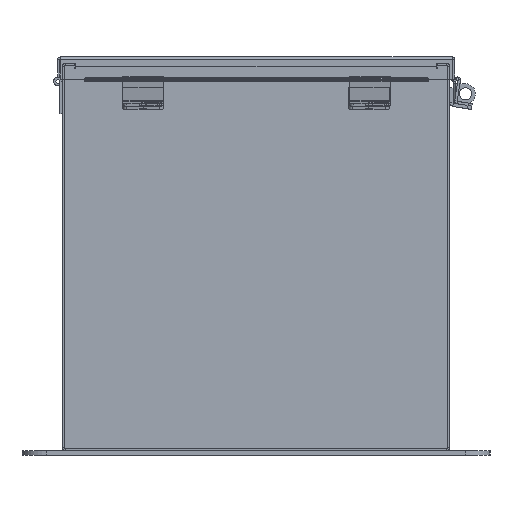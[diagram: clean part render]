
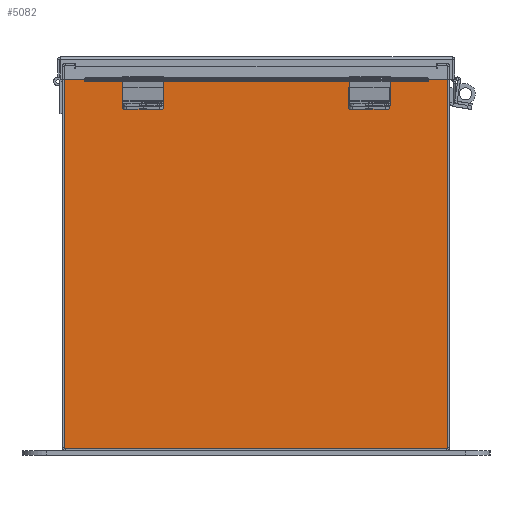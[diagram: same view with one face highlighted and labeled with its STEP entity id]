
A CAD part, front view. The second image highlights one B-rep face of the part: STEP entity #5082.
In plain terms, the highlighted face is planar.
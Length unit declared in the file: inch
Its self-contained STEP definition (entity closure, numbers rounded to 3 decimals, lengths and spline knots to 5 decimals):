
#197 = CARTESIAN_POINT ( 'NONE',  ( -5.5823, 0., 5.9123 ) ) ;
#838 = CARTESIAN_POINT ( 'NONE',  ( -5.9253, 0., 5.9253 ) ) ;
#851 = VERTEX_POINT ( 'NONE', #26449 ) ;
#1014 = AXIS2_PLACEMENT_3D ( 'NONE', #42504, #22296, #2086 ) ;
#1463 = EDGE_CURVE ( 'NONE', #28198, #34948, #20197, .T. ) ;
#1615 = VERTEX_POINT ( 'NONE', #10449 ) ;
#1927 = VECTOR ( 'NONE', #33856, 39.37008 ) ;
#2086 = DIRECTION ( 'NONE',  ( 0., 0., -1. ) ) ;
#2204 = VERTEX_POINT ( 'NONE', #12675 ) ;
#2905 = DIRECTION ( 'NONE',  ( 0., 0., -1. ) ) ;
#3779 = ORIENTED_EDGE ( 'NONE', *, *, #16974, .T. ) ;
#3817 = FACE_OUTER_BOUND ( 'NONE', #16407, .T. ) ;
#4112 = CARTESIAN_POINT ( 'NONE',  ( -5.5823, 0., 5.87495 ) ) ;
#4504 = LINE ( 'NONE', #7954, #29333 ) ;
#4836 = CARTESIAN_POINT ( 'NONE',  ( 5.9253, 0., 5.9253 ) ) ;
#5082 = ADVANCED_FACE ( 'NONE', ( #3817 ), #35379, .F. ) ;
#6411 = VERTEX_POINT ( 'NONE', #27531 ) ;
#6515 = VECTOR ( 'NONE', #8289, 39.37008 ) ;
#6611 = ORIENTED_EDGE ( 'NONE', *, *, #38426, .F. ) ;
#7034 = CARTESIAN_POINT ( 'NONE',  ( 5.5823, 0., 5.87495 ) ) ;
#7949 = VECTOR ( 'NONE', #19670, 39.37008 ) ;
#7954 = CARTESIAN_POINT ( 'NONE',  ( -5.9253, 0., 5.9253 ) ) ;
#8102 = LINE ( 'NONE', #8783, #9175 ) ;
#8253 = DIRECTION ( 'NONE',  ( 0., 0., -1. ) ) ;
#8289 = DIRECTION ( 'NONE',  ( -1., 0., 0. ) ) ;
#8400 = AXIS2_PLACEMENT_3D ( 'NONE', #43330, #23152, #2905 ) ;
#8769 = VECTOR ( 'NONE', #12757, 39.37008 ) ;
#8783 = CARTESIAN_POINT ( 'NONE',  ( 5.5823, 0., 0. ) ) ;
#9175 = VECTOR ( 'NONE', #32401, 39.37008 ) ;
#9501 = CARTESIAN_POINT ( 'NONE',  ( 5.5823, 0., 5.9123 ) ) ;
#9798 = EDGE_CURVE ( 'NONE', #6411, #21515, #16641, .T. ) ;
#10070 = LINE ( 'NONE', #16245, #7949 ) ;
#10262 = EDGE_CURVE ( 'NONE', #28852, #21248, #17668, .T. ) ;
#10279 = VERTEX_POINT ( 'NONE', #20661 ) ;
#10449 = CARTESIAN_POINT ( 'NONE',  ( 5.61965, 0., 5.9253 ) ) ;
#11348 = VERTEX_POINT ( 'NONE', #9501 ) ;
#11667 = ORIENTED_EDGE ( 'NONE', *, *, #22872, .T. ) ;
#11855 = CIRCLE ( 'NONE', #1014, 0.01868 ) ;
#11906 = CARTESIAN_POINT ( 'NONE',  ( 0., 0., 0. ) ) ;
#12675 = CARTESIAN_POINT ( 'NONE',  ( 5.9253, 0., -5.9253 ) ) ;
#12757 = DIRECTION ( 'NONE',  ( 0., 0., 1. ) ) ;
#13119 = ORIENTED_EDGE ( 'NONE', *, *, #10262, .F. ) ;
#13397 = CARTESIAN_POINT ( 'NONE',  ( 5.9253, 0., 5.9253 ) ) ;
#15455 = VECTOR ( 'NONE', #8253, 39.37008 ) ;
#15776 = ORIENTED_EDGE ( 'NONE', *, *, #27577, .T. ) ;
#16245 = CARTESIAN_POINT ( 'NONE',  ( -5.5823, 0., 5.9123 ) ) ;
#16407 = EDGE_LOOP ( 'NONE', ( #39283, #6611, #13119, #15776, #19465, #28772, #43040, #11667, #29935, #3779, #27750, #28477 ) ) ;
#16445 = EDGE_CURVE ( 'NONE', #10279, #851, #17634, .T. ) ;
#16592 = VECTOR ( 'NONE', #40570, 39.37008 ) ;
#16641 = LINE ( 'NONE', #36363, #8769 ) ;
#16974 = EDGE_CURVE ( 'NONE', #2204, #10279, #24452, .T. ) ;
#17005 = CARTESIAN_POINT ( 'NONE',  ( 5.61965, 0., 0. ) ) ;
#17634 = LINE ( 'NONE', #42543, #42444 ) ;
#17668 = LINE ( 'NONE', #37323, #16592 ) ;
#18046 = AXIS2_PLACEMENT_3D ( 'NONE', #11906, #38901, #18697 ) ;
#18697 = DIRECTION ( 'NONE',  ( 0., 0., -1. ) ) ;
#19465 = ORIENTED_EDGE ( 'NONE', *, *, #25721, .F. ) ;
#19628 = VERTEX_POINT ( 'NONE', #13397 ) ;
#19670 = DIRECTION ( 'NONE',  ( 1., 0., 0. ) ) ;
#20197 = CIRCLE ( 'NONE', #8400, 0.01868 ) ;
#20661 = CARTESIAN_POINT ( 'NONE',  ( -5.9253, 0., -5.9253 ) ) ;
#21248 = VERTEX_POINT ( 'NONE', #4112 ) ;
#21515 = VERTEX_POINT ( 'NONE', #39206 ) ;
#22296 = DIRECTION ( 'NONE',  ( 0., 1., 0. ) ) ;
#22872 = EDGE_CURVE ( 'NONE', #1615, #19628, #32162, .T. ) ;
#23152 = DIRECTION ( 'NONE',  ( 0., 1., 0. ) ) ;
#23914 = EDGE_CURVE ( 'NONE', #1615, #28198, #36772, .T. ) ;
#24452 = LINE ( 'NONE', #28501, #6515 ) ;
#24467 = DIRECTION ( 'NONE',  ( 1., 0., 0. ) ) ;
#24741 = EDGE_CURVE ( 'NONE', #851, #21515, #4504, .T. ) ;
#25721 = EDGE_CURVE ( 'NONE', #34948, #11348, #8102, .T. ) ;
#26449 = CARTESIAN_POINT ( 'NONE',  ( -5.9253, 0., 5.9253 ) ) ;
#27531 = CARTESIAN_POINT ( 'NONE',  ( -5.61965, 0., 5.87495 ) ) ;
#27577 = EDGE_CURVE ( 'NONE', #28852, #11348, #10070, .T. ) ;
#27750 = ORIENTED_EDGE ( 'NONE', *, *, #16445, .T. ) ;
#28198 = VERTEX_POINT ( 'NONE', #30536 ) ;
#28477 = ORIENTED_EDGE ( 'NONE', *, *, #24741, .T. ) ;
#28501 = CARTESIAN_POINT ( 'NONE',  ( -5.9253, 0., -5.9253 ) ) ;
#28772 = ORIENTED_EDGE ( 'NONE', *, *, #1463, .F. ) ;
#28852 = VERTEX_POINT ( 'NONE', #197 ) ;
#29333 = VECTOR ( 'NONE', #41736, 39.37008 ) ;
#29935 = ORIENTED_EDGE ( 'NONE', *, *, #38976, .T. ) ;
#30536 = CARTESIAN_POINT ( 'NONE',  ( 5.61965, 0., 5.87495 ) ) ;
#32162 = LINE ( 'NONE', #838, #42155 ) ;
#32394 = DIRECTION ( 'NONE',  ( 0., 0., 1. ) ) ;
#32401 = DIRECTION ( 'NONE',  ( 0., 0., 1. ) ) ;
#33856 = DIRECTION ( 'NONE',  ( 0., 0., -1. ) ) ;
#34486 = LINE ( 'NONE', #4836, #15455 ) ;
#34948 = VERTEX_POINT ( 'NONE', #7034 ) ;
#35379 = PLANE ( 'NONE',  #18046 ) ;
#36363 = CARTESIAN_POINT ( 'NONE',  ( -5.61965, 0., 0. ) ) ;
#36772 = LINE ( 'NONE', #17005, #1927 ) ;
#37323 = CARTESIAN_POINT ( 'NONE',  ( -5.5823, 0., 0. ) ) ;
#38426 = EDGE_CURVE ( 'NONE', #21248, #6411, #11855, .T. ) ;
#38901 = DIRECTION ( 'NONE',  ( 0., -1., 0. ) ) ;
#38976 = EDGE_CURVE ( 'NONE', #19628, #2204, #34486, .T. ) ;
#39206 = CARTESIAN_POINT ( 'NONE',  ( -5.61965, 0., 5.9253 ) ) ;
#39283 = ORIENTED_EDGE ( 'NONE', *, *, #9798, .F. ) ;
#40570 = DIRECTION ( 'NONE',  ( 0., 0., -1. ) ) ;
#41736 = DIRECTION ( 'NONE',  ( 1., 0., 0. ) ) ;
#42155 = VECTOR ( 'NONE', #24467, 39.37008 ) ;
#42444 = VECTOR ( 'NONE', #32394, 39.37008 ) ;
#42504 = CARTESIAN_POINT ( 'NONE',  ( -5.60098, 0., 5.87495 ) ) ;
#42543 = CARTESIAN_POINT ( 'NONE',  ( -5.9253, 0., 5.9253 ) ) ;
#43040 = ORIENTED_EDGE ( 'NONE', *, *, #23914, .F. ) ;
#43330 = CARTESIAN_POINT ( 'NONE',  ( 5.60097, 0., 5.87495 ) ) ;
